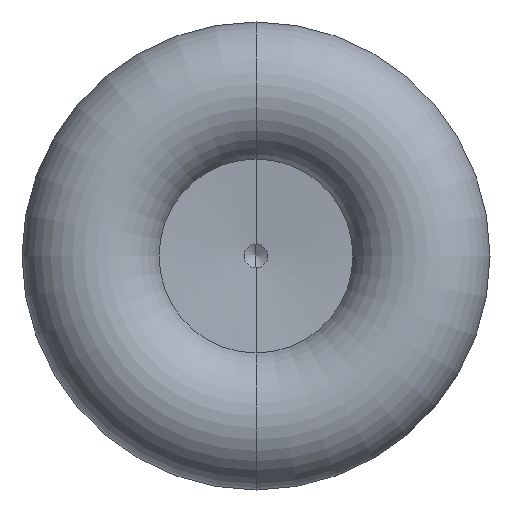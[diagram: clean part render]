
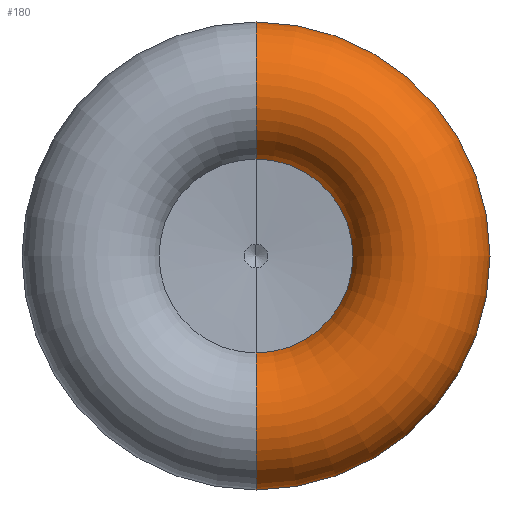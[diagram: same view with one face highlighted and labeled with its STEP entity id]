
A CAD part, front view. The second image highlights one B-rep face of the part: STEP entity #180.
In plain terms, the highlighted toroidal (fillet/blend) face has major radius 14 mm and minor radius 6 mm.
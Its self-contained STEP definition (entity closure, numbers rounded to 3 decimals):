
#46 = TOROIDAL_SURFACE ( 'NONE', #214, 14., 6. ) ;
#50 = DIRECTION ( 'NONE',  ( 0., 1., 0. ) ) ;
#76 = AXIS2_PLACEMENT_3D ( 'NONE', #385, #50, #254 ) ;
#86 = VERTEX_POINT ( 'NONE', #389 ) ;
#89 = EDGE_CURVE ( 'NONE', #633, #86, #813, .T. ) ;
#94 = EDGE_CURVE ( 'NONE', #119, #86, #445, .T. ) ;
#106 = CARTESIAN_POINT ( 'NONE',  ( 0., 4.185, 8.281 ) ) ;
#119 = VERTEX_POINT ( 'NONE', #323 ) ;
#131 = CARTESIAN_POINT ( 'NONE',  ( 0., 6., -14. ) ) ;
#166 = CARTESIAN_POINT ( 'NONE',  ( 0., 6., 14. ) ) ;
#172 = AXIS2_PLACEMENT_3D ( 'NONE', #166, #233, #173 ) ;
#173 = DIRECTION ( 'NONE',  ( 0., 0., 1. ) ) ;
#179 = EDGE_CURVE ( 'NONE', #647, #119, #797, .T. ) ;
#180 = ADVANCED_FACE ( 'NONE', ( #195 ), #46, .T. ) ;
#195 = FACE_OUTER_BOUND ( 'NONE', #255, .T. ) ;
#214 = AXIS2_PLACEMENT_3D ( 'NONE', #538, #599, #678 ) ;
#233 = DIRECTION ( 'NONE',  ( -1., 0., 0. ) ) ;
#254 = DIRECTION ( 'NONE',  ( 0., 0., -1. ) ) ;
#255 = EDGE_LOOP ( 'NONE', ( #519, #394, #808, #782 ) ) ;
#295 = CARTESIAN_POINT ( 'NONE',  ( 0., 10.873, 17.5 ) ) ;
#323 = CARTESIAN_POINT ( 'NONE',  ( 0., 4.185, -8.281 ) ) ;
#331 = DIRECTION ( 'NONE',  ( 0., 0., -1. ) ) ;
#385 = CARTESIAN_POINT ( 'NONE',  ( 0., 10.873, 0. ) ) ;
#386 = DIRECTION ( 'NONE',  ( 1., 0., 0. ) ) ;
#389 = CARTESIAN_POINT ( 'NONE',  ( 0., 10.873, -17.5 ) ) ;
#394 = ORIENTED_EDGE ( 'NONE', *, *, #94, .T. ) ;
#445 = CIRCLE ( 'NONE', #875, 6. ) ;
#519 = ORIENTED_EDGE ( 'NONE', *, *, #179, .T. ) ;
#528 = DIRECTION ( 'NONE',  ( 0., 0., -1. ) ) ;
#538 = CARTESIAN_POINT ( 'NONE',  ( 0., 6., 0. ) ) ;
#599 = DIRECTION ( 'NONE',  ( 0., 1., 0. ) ) ;
#610 = DIRECTION ( 'NONE',  ( 0., 1., 0. ) ) ;
#623 = EDGE_CURVE ( 'NONE', #647, #633, #682, .T. ) ;
#633 = VERTEX_POINT ( 'NONE', #295 ) ;
#634 = AXIS2_PLACEMENT_3D ( 'NONE', #819, #610, #331 ) ;
#647 = VERTEX_POINT ( 'NONE', #106 ) ;
#678 = DIRECTION ( 'NONE',  ( 0., 0., 1. ) ) ;
#682 = CIRCLE ( 'NONE', #172, 6. ) ;
#782 = ORIENTED_EDGE ( 'NONE', *, *, #623, .F. ) ;
#797 = CIRCLE ( 'NONE', #634, 8.281 ) ;
#808 = ORIENTED_EDGE ( 'NONE', *, *, #89, .F. ) ;
#813 = CIRCLE ( 'NONE', #76, 17.5 ) ;
#819 = CARTESIAN_POINT ( 'NONE',  ( 0., 4.185, 0. ) ) ;
#875 = AXIS2_PLACEMENT_3D ( 'NONE', #131, #386, #528 ) ;
